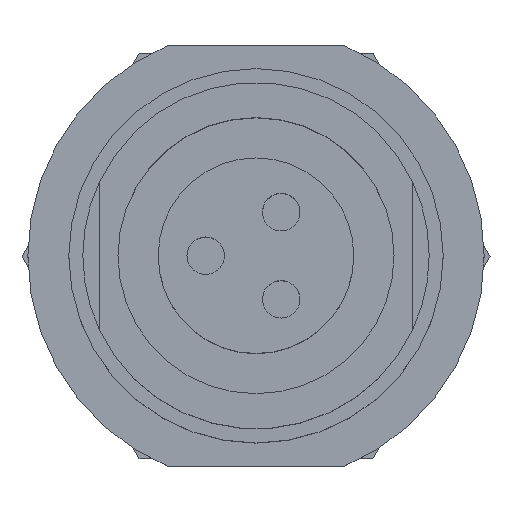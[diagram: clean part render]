
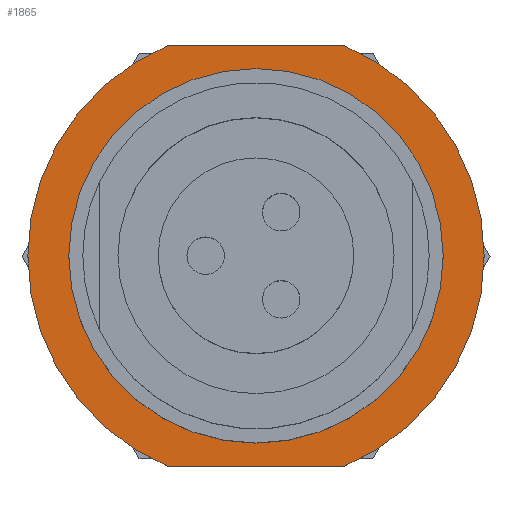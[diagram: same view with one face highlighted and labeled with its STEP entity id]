
A CAD part, top view. The second image highlights one B-rep face of the part: STEP entity #1865.
In plain terms, the highlighted planar face has unit normal (0, 0, 1).
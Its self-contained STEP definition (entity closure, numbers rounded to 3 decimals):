
#1214 = CYLINDRICAL_SURFACE('',#1215,9.75);
#1215 = AXIS2_PLACEMENT_3D('',#1216,#1217,#1218);
#1216 = CARTESIAN_POINT('',(0.,0.,0.));
#1217 = DIRECTION('',(-0.,-0.,-1.));
#1218 = DIRECTION('',(1.,0.,0.));
#1247 = CYLINDRICAL_SURFACE('',#1248,9.75);
#1248 = AXIS2_PLACEMENT_3D('',#1249,#1250,#1251);
#1249 = CARTESIAN_POINT('',(0.,0.,0.));
#1250 = DIRECTION('',(-0.,-0.,-1.));
#1251 = DIRECTION('',(1.,0.,0.));
#1274 = PLANE('',#1275);
#1275 = AXIS2_PLACEMENT_3D('',#1276,#1277,#1278);
#1276 = CARTESIAN_POINT('',(-3.75,9.,18.8));
#1277 = DIRECTION('',(0.,-1.,0.));
#1278 = DIRECTION('',(1.,0.,0.));
#1306 = CYLINDRICAL_SURFACE('',#1307,9.75);
#1307 = AXIS2_PLACEMENT_3D('',#1308,#1309,#1310);
#1308 = CARTESIAN_POINT('',(0.,0.,0.));
#1309 = DIRECTION('',(-0.,-0.,-1.));
#1310 = DIRECTION('',(1.,0.,0.));
#1331 = PLANE('',#1332);
#1332 = AXIS2_PLACEMENT_3D('',#1333,#1334,#1335);
#1333 = CARTESIAN_POINT('',(3.75,-9.,18.8));
#1334 = DIRECTION('',(0.,1.,0.));
#1335 = DIRECTION('',(-1.,0.,0.));
#1499 = EDGE_CURVE('',#1500,#1502,#1504,.T.);
#1500 = VERTEX_POINT('',#1501);
#1501 = CARTESIAN_POINT('',(3.75,-9.,11.1));
#1502 = VERTEX_POINT('',#1503);
#1503 = CARTESIAN_POINT('',(9.75,0.,11.1));
#1504 = SURFACE_CURVE('',#1505,(#1510,#1517),.PCURVE_S1.);
#1505 = CIRCLE('',#1506,9.75);
#1506 = AXIS2_PLACEMENT_3D('',#1507,#1508,#1509);
#1507 = CARTESIAN_POINT('',(0.,0.,11.1));
#1508 = DIRECTION('',(0.,0.,1.));
#1509 = DIRECTION('',(1.,0.,0.));
#1510 = PCURVE('',#1214,#1511);
#1511 = DEFINITIONAL_REPRESENTATION('',(#1512),#1516);
#1512 = LINE('',#1513,#1514);
#1513 = CARTESIAN_POINT('',(-0.,-11.1));
#1514 = VECTOR('',#1515,1.);
#1515 = DIRECTION('',(-1.,0.));
#1516 = ( GEOMETRIC_REPRESENTATION_CONTEXT(2) 
PARAMETRIC_REPRESENTATION_CONTEXT() REPRESENTATION_CONTEXT('2D SPACE',''
  ) );
#1517 = PCURVE('',#1518,#1523);
#1518 = PLANE('',#1519);
#1519 = AXIS2_PLACEMENT_3D('',#1520,#1521,#1522);
#1520 = CARTESIAN_POINT('',(9.75,0.,11.1));
#1521 = DIRECTION('',(0.,0.,-1.));
#1522 = DIRECTION('',(-1.,0.,0.));
#1523 = DEFINITIONAL_REPRESENTATION('',(#1524),#1532);
#1524 = ( BOUNDED_CURVE() B_SPLINE_CURVE(2,(#1525,#1526,#1527,#1528,
#1529,#1530,#1531),.UNSPECIFIED.,.F.,.F.) B_SPLINE_CURVE_WITH_KNOTS((1,2
    ,2,2,2,1),(-2.094,0.,2.094,4.189,
6.283,8.378),.UNSPECIFIED.) CURVE() 
GEOMETRIC_REPRESENTATION_ITEM() RATIONAL_B_SPLINE_CURVE((1.,0.5,1.,0.5,
1.,0.5,1.)) REPRESENTATION_ITEM('') );
#1525 = CARTESIAN_POINT('',(0.,0.));
#1526 = CARTESIAN_POINT('',(0.,16.887));
#1527 = CARTESIAN_POINT('',(14.625,8.444));
#1528 = CARTESIAN_POINT('',(29.25,0.));
#1529 = CARTESIAN_POINT('',(14.625,-8.444));
#1530 = CARTESIAN_POINT('',(0.,-16.887));
#1531 = CARTESIAN_POINT('',(0.,0.));
#1532 = ( GEOMETRIC_REPRESENTATION_CONTEXT(2) 
PARAMETRIC_REPRESENTATION_CONTEXT() REPRESENTATION_CONTEXT('2D SPACE',''
  ) );
#1581 = VERTEX_POINT('',#1582);
#1582 = CARTESIAN_POINT('',(3.75,9.,11.1));
#1605 = EDGE_CURVE('',#1502,#1581,#1606,.T.);
#1606 = SURFACE_CURVE('',#1607,(#1612,#1619),.PCURVE_S1.);
#1607 = CIRCLE('',#1608,9.75);
#1608 = AXIS2_PLACEMENT_3D('',#1609,#1610,#1611);
#1609 = CARTESIAN_POINT('',(0.,0.,11.1));
#1610 = DIRECTION('',(0.,0.,1.));
#1611 = DIRECTION('',(1.,0.,0.));
#1612 = PCURVE('',#1247,#1613);
#1613 = DEFINITIONAL_REPRESENTATION('',(#1614),#1618);
#1614 = LINE('',#1615,#1616);
#1615 = CARTESIAN_POINT('',(-0.,-11.1));
#1616 = VECTOR('',#1617,1.);
#1617 = DIRECTION('',(-1.,0.));
#1618 = ( GEOMETRIC_REPRESENTATION_CONTEXT(2) 
PARAMETRIC_REPRESENTATION_CONTEXT() REPRESENTATION_CONTEXT('2D SPACE',''
  ) );
#1619 = PCURVE('',#1518,#1620);
#1620 = DEFINITIONAL_REPRESENTATION('',(#1621),#1629);
#1621 = ( BOUNDED_CURVE() B_SPLINE_CURVE(2,(#1622,#1623,#1624,#1625,
#1626,#1627,#1628),.UNSPECIFIED.,.F.,.F.) B_SPLINE_CURVE_WITH_KNOTS((1,2
    ,2,2,2,1),(-2.094,0.,2.094,4.189,
6.283,8.378),.UNSPECIFIED.) CURVE() 
GEOMETRIC_REPRESENTATION_ITEM() RATIONAL_B_SPLINE_CURVE((1.,0.5,1.,0.5,
1.,0.5,1.)) REPRESENTATION_ITEM('') );
#1622 = CARTESIAN_POINT('',(0.,0.));
#1623 = CARTESIAN_POINT('',(0.,16.887));
#1624 = CARTESIAN_POINT('',(14.625,8.444));
#1625 = CARTESIAN_POINT('',(29.25,0.));
#1626 = CARTESIAN_POINT('',(14.625,-8.444));
#1627 = CARTESIAN_POINT('',(0.,-16.887));
#1628 = CARTESIAN_POINT('',(0.,0.));
#1629 = ( GEOMETRIC_REPRESENTATION_CONTEXT(2) 
PARAMETRIC_REPRESENTATION_CONTEXT() REPRESENTATION_CONTEXT('2D SPACE',''
  ) );
#1634 = EDGE_CURVE('',#1500,#1635,#1637,.T.);
#1635 = VERTEX_POINT('',#1636);
#1636 = CARTESIAN_POINT('',(-3.75,-9.,11.1));
#1637 = SURFACE_CURVE('',#1638,(#1642,#1648),.PCURVE_S1.);
#1638 = LINE('',#1639,#1640);
#1639 = CARTESIAN_POINT('',(6.75,-9.,11.1));
#1640 = VECTOR('',#1641,1.);
#1641 = DIRECTION('',(-1.,0.,0.));
#1642 = PCURVE('',#1331,#1643);
#1643 = DEFINITIONAL_REPRESENTATION('',(#1644),#1647);
#1644 = B_SPLINE_CURVE_WITH_KNOTS('',1,(#1645,#1646),.UNSPECIFIED.,.F.,
  .F.,(2,2),(2.25,11.25),.PIECEWISE_BEZIER_KNOTS.);
#1645 = CARTESIAN_POINT('',(-0.75,-7.7));
#1646 = CARTESIAN_POINT('',(8.25,-7.7));
#1647 = ( GEOMETRIC_REPRESENTATION_CONTEXT(2) 
PARAMETRIC_REPRESENTATION_CONTEXT() REPRESENTATION_CONTEXT('2D SPACE',''
  ) );
#1648 = PCURVE('',#1518,#1649);
#1649 = DEFINITIONAL_REPRESENTATION('',(#1650),#1653);
#1650 = B_SPLINE_CURVE_WITH_KNOTS('',1,(#1651,#1652),.UNSPECIFIED.,.F.,
  .F.,(2,2),(2.25,11.25),.PIECEWISE_BEZIER_KNOTS.);
#1651 = CARTESIAN_POINT('',(5.25,-9.));
#1652 = CARTESIAN_POINT('',(14.25,-9.));
#1653 = ( GEOMETRIC_REPRESENTATION_CONTEXT(2) 
PARAMETRIC_REPRESENTATION_CONTEXT() REPRESENTATION_CONTEXT('2D SPACE',''
  ) );
#1681 = EDGE_CURVE('',#1682,#1581,#1684,.T.);
#1682 = VERTEX_POINT('',#1683);
#1683 = CARTESIAN_POINT('',(-3.75,9.,11.1));
#1684 = SURFACE_CURVE('',#1685,(#1689,#1695),.PCURVE_S1.);
#1685 = LINE('',#1686,#1687);
#1686 = CARTESIAN_POINT('',(3.,9.,11.1));
#1687 = VECTOR('',#1688,1.);
#1688 = DIRECTION('',(1.,0.,0.));
#1689 = PCURVE('',#1274,#1690);
#1690 = DEFINITIONAL_REPRESENTATION('',(#1691),#1694);
#1691 = B_SPLINE_CURVE_WITH_KNOTS('',1,(#1692,#1693),.UNSPECIFIED.,.F.,
  .F.,(2,2),(-7.5,1.5),.PIECEWISE_BEZIER_KNOTS.);
#1692 = CARTESIAN_POINT('',(-0.75,-7.7));
#1693 = CARTESIAN_POINT('',(8.25,-7.7));
#1694 = ( GEOMETRIC_REPRESENTATION_CONTEXT(2) 
PARAMETRIC_REPRESENTATION_CONTEXT() REPRESENTATION_CONTEXT('2D SPACE',''
  ) );
#1695 = PCURVE('',#1518,#1696);
#1696 = DEFINITIONAL_REPRESENTATION('',(#1697),#1700);
#1697 = B_SPLINE_CURVE_WITH_KNOTS('',1,(#1698,#1699),.UNSPECIFIED.,.F.,
  .F.,(2,2),(-7.5,1.5),.PIECEWISE_BEZIER_KNOTS.);
#1698 = CARTESIAN_POINT('',(14.25,9.));
#1699 = CARTESIAN_POINT('',(5.25,9.));
#1700 = ( GEOMETRIC_REPRESENTATION_CONTEXT(2) 
PARAMETRIC_REPRESENTATION_CONTEXT() REPRESENTATION_CONTEXT('2D SPACE',''
  ) );
#1729 = EDGE_CURVE('',#1682,#1635,#1730,.T.);
#1730 = SURFACE_CURVE('',#1731,(#1736,#1743),.PCURVE_S1.);
#1731 = CIRCLE('',#1732,9.75);
#1732 = AXIS2_PLACEMENT_3D('',#1733,#1734,#1735);
#1733 = CARTESIAN_POINT('',(0.,0.,11.1));
#1734 = DIRECTION('',(0.,0.,1.));
#1735 = DIRECTION('',(1.,0.,0.));
#1736 = PCURVE('',#1306,#1737);
#1737 = DEFINITIONAL_REPRESENTATION('',(#1738),#1742);
#1738 = LINE('',#1739,#1740);
#1739 = CARTESIAN_POINT('',(-0.,-11.1));
#1740 = VECTOR('',#1741,1.);
#1741 = DIRECTION('',(-1.,0.));
#1742 = ( GEOMETRIC_REPRESENTATION_CONTEXT(2) 
PARAMETRIC_REPRESENTATION_CONTEXT() REPRESENTATION_CONTEXT('2D SPACE',''
  ) );
#1743 = PCURVE('',#1518,#1744);
#1744 = DEFINITIONAL_REPRESENTATION('',(#1745),#1753);
#1745 = ( BOUNDED_CURVE() B_SPLINE_CURVE(2,(#1746,#1747,#1748,#1749,
#1750,#1751,#1752),.UNSPECIFIED.,.F.,.F.) B_SPLINE_CURVE_WITH_KNOTS((1,2
    ,2,2,2,1),(-2.094,0.,2.094,4.189,
6.283,8.378),.UNSPECIFIED.) CURVE() 
GEOMETRIC_REPRESENTATION_ITEM() RATIONAL_B_SPLINE_CURVE((1.,0.5,1.,0.5,
1.,0.5,1.)) REPRESENTATION_ITEM('') );
#1746 = CARTESIAN_POINT('',(0.,0.));
#1747 = CARTESIAN_POINT('',(0.,16.887));
#1748 = CARTESIAN_POINT('',(14.625,8.444));
#1749 = CARTESIAN_POINT('',(29.25,0.));
#1750 = CARTESIAN_POINT('',(14.625,-8.444));
#1751 = CARTESIAN_POINT('',(0.,-16.887));
#1752 = CARTESIAN_POINT('',(0.,0.));
#1753 = ( GEOMETRIC_REPRESENTATION_CONTEXT(2) 
PARAMETRIC_REPRESENTATION_CONTEXT() REPRESENTATION_CONTEXT('2D SPACE',''
  ) );
#1865 = ADVANCED_FACE('',(#1866,#1873),#1518,.F.);
#1866 = FACE_BOUND('',#1867,.F.);
#1867 = EDGE_LOOP('',(#1868,#1869,#1870,#1871,#1872));
#1868 = ORIENTED_EDGE('',*,*,#1605,.F.);
#1869 = ORIENTED_EDGE('',*,*,#1499,.F.);
#1870 = ORIENTED_EDGE('',*,*,#1634,.T.);
#1871 = ORIENTED_EDGE('',*,*,#1729,.F.);
#1872 = ORIENTED_EDGE('',*,*,#1681,.T.);
#1873 = FACE_BOUND('',#1874,.F.);
#1874 = EDGE_LOOP('',(#1875));
#1875 = ORIENTED_EDGE('',*,*,#1876,.T.);
#1876 = EDGE_CURVE('',#1877,#1877,#1879,.T.);
#1877 = VERTEX_POINT('',#1878);
#1878 = CARTESIAN_POINT('',(8.,0.,11.1));
#1879 = SURFACE_CURVE('',#1880,(#1885,#1896),.PCURVE_S1.);
#1880 = CIRCLE('',#1881,8.);
#1881 = AXIS2_PLACEMENT_3D('',#1882,#1883,#1884);
#1882 = CARTESIAN_POINT('',(0.,0.,11.1));
#1883 = DIRECTION('',(0.,0.,1.));
#1884 = DIRECTION('',(1.,0.,0.));
#1885 = PCURVE('',#1518,#1886);
#1886 = DEFINITIONAL_REPRESENTATION('',(#1887),#1895);
#1887 = ( BOUNDED_CURVE() B_SPLINE_CURVE(2,(#1888,#1889,#1890,#1891,
#1892,#1893,#1894),.UNSPECIFIED.,.F.,.F.) B_SPLINE_CURVE_WITH_KNOTS((1,2
    ,2,2,2,1),(-2.094,0.,2.094,4.189,
6.283,8.378),.UNSPECIFIED.) CURVE() 
GEOMETRIC_REPRESENTATION_ITEM() RATIONAL_B_SPLINE_CURVE((1.,0.5,1.,0.5,
1.,0.5,1.)) REPRESENTATION_ITEM('') );
#1888 = CARTESIAN_POINT('',(1.75,0.));
#1889 = CARTESIAN_POINT('',(1.75,13.856));
#1890 = CARTESIAN_POINT('',(13.75,6.928));
#1891 = CARTESIAN_POINT('',(25.75,0.));
#1892 = CARTESIAN_POINT('',(13.75,-6.928));
#1893 = CARTESIAN_POINT('',(1.75,-13.856));
#1894 = CARTESIAN_POINT('',(1.75,0.));
#1895 = ( GEOMETRIC_REPRESENTATION_CONTEXT(2) 
PARAMETRIC_REPRESENTATION_CONTEXT() REPRESENTATION_CONTEXT('2D SPACE',''
  ) );
#1896 = PCURVE('',#1897,#1902);
#1897 = CYLINDRICAL_SURFACE('',#1898,8.);
#1898 = AXIS2_PLACEMENT_3D('',#1899,#1900,#1901);
#1899 = CARTESIAN_POINT('',(0.,0.,18.8));
#1900 = DIRECTION('',(0.,0.,1.));
#1901 = DIRECTION('',(1.,0.,0.));
#1902 = DEFINITIONAL_REPRESENTATION('',(#1903),#1907);
#1903 = LINE('',#1904,#1905);
#1904 = CARTESIAN_POINT('',(0.,-7.7));
#1905 = VECTOR('',#1906,1.);
#1906 = DIRECTION('',(1.,0.));
#1907 = ( GEOMETRIC_REPRESENTATION_CONTEXT(2) 
PARAMETRIC_REPRESENTATION_CONTEXT() REPRESENTATION_CONTEXT('2D SPACE',''
  ) );
